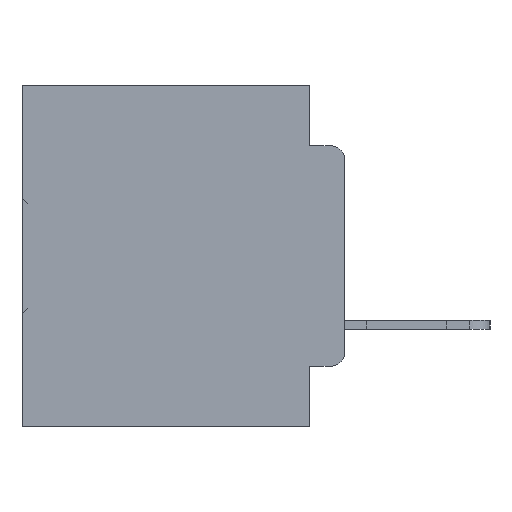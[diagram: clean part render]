
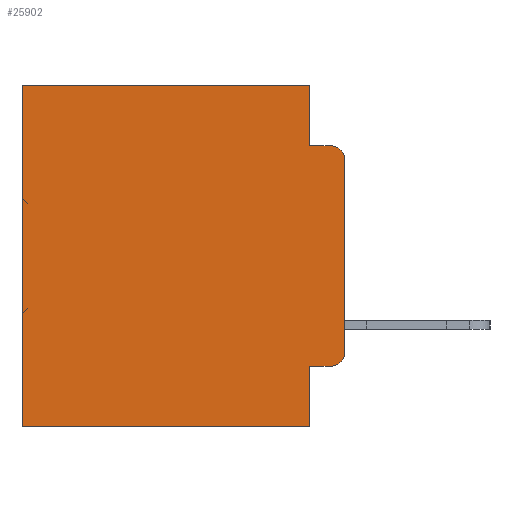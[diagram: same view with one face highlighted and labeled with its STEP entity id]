
A CAD part, left-side view. The second image highlights one B-rep face of the part: STEP entity #25902.
In plain terms, the highlighted planar face has unit normal (-1, 0, 0).
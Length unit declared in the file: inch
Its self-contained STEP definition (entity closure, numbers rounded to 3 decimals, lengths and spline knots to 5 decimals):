
#117 = CARTESIAN_POINT ( 'NONE',  ( 0.298, 0.473, -0.5 ) ) ;
#515 = LINE ( 'NONE', #31081, #17125 ) ;
#914 = AXIS2_PLACEMENT_3D ( 'NONE', #8500, #4996, #8581 ) ;
#1136 = LINE ( 'NONE', #27639, #11420 ) ;
#1895 = EDGE_CURVE ( 'NONE', #12691, #37499, #37630, .T. ) ;
#2446 = EDGE_CURVE ( 'NONE', #37499, #19269, #29084, .T. ) ;
#3076 = AXIS2_PLACEMENT_3D ( 'NONE', #23437, #5337, #26158 ) ;
#3741 = VECTOR ( 'NONE', #32219, 39.37008 ) ;
#4565 = CARTESIAN_POINT ( 'NONE',  ( 0.298, 0.02, -0.0885 ) ) ;
#4728 = DIRECTION ( 'NONE',  ( 0., 0., -1. ) ) ;
#4996 = DIRECTION ( 'NONE',  ( -1., 0., 0. ) ) ;
#5337 = DIRECTION ( 'NONE',  ( -1., 0., 0. ) ) ;
#5401 = DIRECTION ( 'NONE',  ( 0., 0., -1. ) ) ;
#7083 = FACE_OUTER_BOUND ( 'NONE', #28889, .T. ) ;
#8094 = CARTESIAN_POINT ( 'NONE',  ( 0.298, 0.051, -0.4115 ) ) ;
#8162 = EDGE_CURVE ( 'NONE', #12691, #11576, #15516, .T. ) ;
#8211 = VERTEX_POINT ( 'NONE', #22100 ) ;
#8500 = CARTESIAN_POINT ( 'NONE',  ( 0.298, 0.02, -0.3915 ) ) ;
#8581 = DIRECTION ( 'NONE',  ( 0., 0., -1. ) ) ;
#10169 = DIRECTION ( 'NONE',  ( 0., -1., 0. ) ) ;
#10647 = DIRECTION ( 'NONE',  ( 0., 0., -1. ) ) ;
#10895 = ORIENTED_EDGE ( 'NONE', *, *, #21925, .T. ) ;
#10955 = DIRECTION ( 'NONE',  ( 0., 1., 0. ) ) ;
#11021 = EDGE_CURVE ( 'NONE', #8211, #28241, #14818, .T. ) ;
#11296 = ORIENTED_EDGE ( 'NONE', *, *, #29170, .F. ) ;
#11420 = VECTOR ( 'NONE', #10169, 39.37008 ) ;
#11576 = VERTEX_POINT ( 'NONE', #31036 ) ;
#12337 = EDGE_CURVE ( 'NONE', #11576, #22727, #14705, .T. ) ;
#12538 = PLANE ( 'NONE',  #13605 ) ;
#12691 = VERTEX_POINT ( 'NONE', #8094 ) ;
#12770 = CARTESIAN_POINT ( 'NONE',  ( 0.298, 0., -0.1085 ) ) ;
#13125 = CARTESIAN_POINT ( 'NONE',  ( 0.298, 0., -0.3915 ) ) ;
#13605 = AXIS2_PLACEMENT_3D ( 'NONE', #24395, #15775, #35316 ) ;
#14705 = CIRCLE ( 'NONE', #914, 0.02 ) ;
#14818 = LINE ( 'NONE', #30189, #21868 ) ;
#15013 = CARTESIAN_POINT ( 'NONE',  ( 0.298, 0.051, -0.0885 ) ) ;
#15443 = VERTEX_POINT ( 'NONE', #15013 ) ;
#15516 = LINE ( 'NONE', #24897, #25045 ) ;
#15775 = DIRECTION ( 'NONE',  ( 1., 0., 0. ) ) ;
#15924 = VERTEX_POINT ( 'NONE', #12770 ) ;
#16066 = ORIENTED_EDGE ( 'NONE', *, *, #8162, .T. ) ;
#16459 = ORIENTED_EDGE ( 'NONE', *, *, #12337, .T. ) ;
#16609 = ORIENTED_EDGE ( 'NONE', *, *, #2446, .F. ) ;
#17125 = VECTOR ( 'NONE', #4728, 39.37008 ) ;
#17314 = ORIENTED_EDGE ( 'NONE', *, *, #1895, .F. ) ;
#17419 = ORIENTED_EDGE ( 'NONE', *, *, #11021, .T. ) ;
#17554 = VECTOR ( 'NONE', #5401, 39.37008 ) ;
#17654 = ORIENTED_EDGE ( 'NONE', *, *, #37658, .T. ) ;
#17770 = CARTESIAN_POINT ( 'NONE',  ( 0.298, 0.473, 0. ) ) ;
#18090 = ORIENTED_EDGE ( 'NONE', *, *, #26680, .F. ) ;
#18093 = CARTESIAN_POINT ( 'NONE',  ( 0.298, 0., -0.5 ) ) ;
#18194 = ORIENTED_EDGE ( 'NONE', *, *, #35841, .F. ) ;
#19269 = VERTEX_POINT ( 'NONE', #117 ) ;
#21868 = VECTOR ( 'NONE', #10955, 39.37008 ) ;
#21925 = EDGE_CURVE ( 'NONE', #15924, #29684, #37711, .T. ) ;
#22100 = CARTESIAN_POINT ( 'NONE',  ( 0.298, 0.051, 0. ) ) ;
#22727 = VERTEX_POINT ( 'NONE', #13125 ) ;
#22775 = CARTESIAN_POINT ( 'NONE',  ( 0.298, 0.051, -0.5 ) ) ;
#23437 = CARTESIAN_POINT ( 'NONE',  ( 0.298, 0.02, -0.1085 ) ) ;
#24017 = VECTOR ( 'NONE', #10647, 39.37008 ) ;
#24395 = CARTESIAN_POINT ( 'NONE',  ( 0.298, 0., 0. ) ) ;
#24630 = DIRECTION ( 'NONE',  ( 0., -1., 0. ) ) ;
#24897 = CARTESIAN_POINT ( 'NONE',  ( 0.298, 0.051, -0.4115 ) ) ;
#25045 = VECTOR ( 'NONE', #24630, 39.37008 ) ;
#25091 = LINE ( 'NONE', #17770, #17554 ) ;
#25902 = ADVANCED_FACE ( 'NONE', ( #7083 ), #12538, .F. ) ;
#26158 = DIRECTION ( 'NONE',  ( 0., 0., -1. ) ) ;
#26680 = EDGE_CURVE ( 'NONE', #15443, #29684, #1136, .T. ) ;
#27639 = CARTESIAN_POINT ( 'NONE',  ( 0.298, 0.051, -0.0885 ) ) ;
#27979 = DIRECTION ( 'NONE',  ( 0., 0., -1. ) ) ;
#28241 = VERTEX_POINT ( 'NONE', #30300 ) ;
#28889 = EDGE_LOOP ( 'NONE', ( #11296, #10895, #18090, #18194, #17419, #17654, #16609, #17314, #16066, #16459 ) ) ;
#29084 = LINE ( 'NONE', #18093, #3741 ) ;
#29170 = EDGE_CURVE ( 'NONE', #15924, #22727, #515, .T. ) ;
#29684 = VERTEX_POINT ( 'NONE', #4565 ) ;
#30189 = CARTESIAN_POINT ( 'NONE',  ( 0.298, 0., 0. ) ) ;
#30300 = CARTESIAN_POINT ( 'NONE',  ( 0.298, 0.473, 0. ) ) ;
#31036 = CARTESIAN_POINT ( 'NONE',  ( 0.298, 0.02, -0.4115 ) ) ;
#31081 = CARTESIAN_POINT ( 'NONE',  ( 0.298, 0., 0. ) ) ;
#31938 = LINE ( 'NONE', #33365, #37503 ) ;
#32219 = DIRECTION ( 'NONE',  ( 0., 1., 0. ) ) ;
#33365 = CARTESIAN_POINT ( 'NONE',  ( 0.298, 0.051, 0. ) ) ;
#35316 = DIRECTION ( 'NONE',  ( 0., 0., -1. ) ) ;
#35841 = EDGE_CURVE ( 'NONE', #8211, #15443, #31938, .T. ) ;
#37274 = CARTESIAN_POINT ( 'NONE',  ( 0.298, 0.051, 0. ) ) ;
#37499 = VERTEX_POINT ( 'NONE', #22775 ) ;
#37503 = VECTOR ( 'NONE', #27979, 39.37008 ) ;
#37630 = LINE ( 'NONE', #37274, #24017 ) ;
#37658 = EDGE_CURVE ( 'NONE', #28241, #19269, #25091, .T. ) ;
#37711 = CIRCLE ( 'NONE', #3076, 0.02 ) ;
